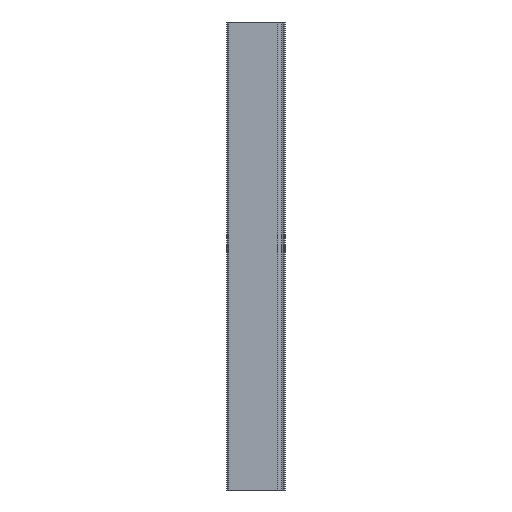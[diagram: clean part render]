
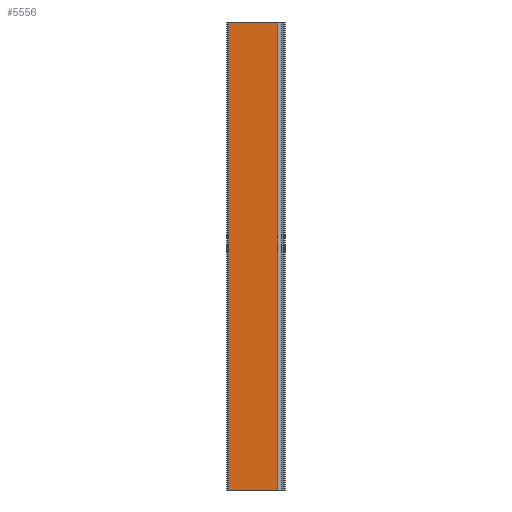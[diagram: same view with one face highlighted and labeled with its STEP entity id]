
A CAD part, left-side view. The second image highlights one B-rep face of the part: STEP entity #5556.
In plain terms, the highlighted planar face has unit normal (-1, 0, 0).
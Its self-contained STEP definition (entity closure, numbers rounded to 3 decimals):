
#5527 = EDGE_CURVE('',#5528,#5530,#5532,.T.);
#5528 = VERTEX_POINT('',#5529);
#5529 = CARTESIAN_POINT('',(-52.65,-0.206,0.));
#5530 = VERTEX_POINT('',#5531);
#5531 = CARTESIAN_POINT('',(-52.65,-0.206,235.));
#5532 = LINE('',#5533,#5534);
#5533 = CARTESIAN_POINT('',(-52.65,-0.206,0.));
#5534 = VECTOR('',#5535,1.);
#5535 = DIRECTION('',(0.,0.,1.));
#5556 = ADVANCED_FACE('',(#5557),#5582,.T.);
#5557 = FACE_BOUND('',#5558,.T.);
#5558 = EDGE_LOOP('',(#5559,#5560,#5568,#5576));
#5559 = ORIENTED_EDGE('',*,*,#5527,.T.);
#5560 = ORIENTED_EDGE('',*,*,#5561,.T.);
#5561 = EDGE_CURVE('',#5530,#5562,#5564,.T.);
#5562 = VERTEX_POINT('',#5563);
#5563 = CARTESIAN_POINT('',(-52.65,24.5,235.));
#5564 = LINE('',#5565,#5566);
#5565 = CARTESIAN_POINT('',(-52.65,-0.206,235.));
#5566 = VECTOR('',#5567,1.);
#5567 = DIRECTION('',(0.,1.,0.));
#5568 = ORIENTED_EDGE('',*,*,#5569,.F.);
#5569 = EDGE_CURVE('',#5570,#5562,#5572,.T.);
#5570 = VERTEX_POINT('',#5571);
#5571 = CARTESIAN_POINT('',(-52.65,24.5,0.));
#5572 = LINE('',#5573,#5574);
#5573 = CARTESIAN_POINT('',(-52.65,24.5,0.));
#5574 = VECTOR('',#5575,1.);
#5575 = DIRECTION('',(0.,0.,1.));
#5576 = ORIENTED_EDGE('',*,*,#5577,.F.);
#5577 = EDGE_CURVE('',#5528,#5570,#5578,.T.);
#5578 = LINE('',#5579,#5580);
#5579 = CARTESIAN_POINT('',(-52.65,-0.206,0.));
#5580 = VECTOR('',#5581,1.);
#5581 = DIRECTION('',(0.,1.,0.));
#5582 = PLANE('',#5583);
#5583 = AXIS2_PLACEMENT_3D('',#5584,#5585,#5586);
#5584 = CARTESIAN_POINT('',(-52.65,-0.206,0.));
#5585 = DIRECTION('',(-1.,0.,0.));
#5586 = DIRECTION('',(0.,1.,0.));
